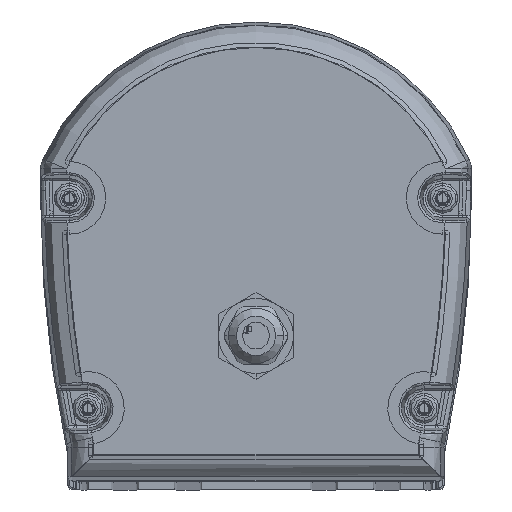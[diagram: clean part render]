
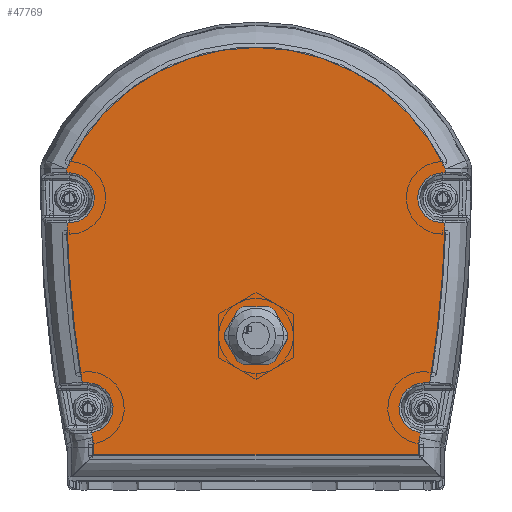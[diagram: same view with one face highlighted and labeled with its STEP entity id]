
A CAD part, top view. The second image highlights one B-rep face of the part: STEP entity #47769.
In plain terms, the highlighted planar face has unit normal (0, 0, 1).
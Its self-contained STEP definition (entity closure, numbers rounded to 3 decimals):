
#43643=CARTESIAN_POINT('',(0.,-31.2,45.));
#43644=DIRECTION('',(0.,0.,1.));
#43645=DIRECTION('',(1.,0.,0.));
#43646=AXIS2_PLACEMENT_3D('',#43643,#43644,#43645);
#43648=CARTESIAN_POINT('',(0.,-31.2,45.));
#43649=DIRECTION('',(0.,0.,1.));
#43650=DIRECTION('',(-1.,0.,0.));
#43651=AXIS2_PLACEMENT_3D('',#43648,#43649,#43650);
#43653=CARTESIAN_POINT('',(38.,-47.5,45.));
#43654=DIRECTION('',(0.,0.,-1.));
#43655=DIRECTION('',(-0.143,-0.99,0.));
#43656=AXIS2_PLACEMENT_3D('',#43653,#43654,#43655);
#43658=CARTESIAN_POINT('',(-226.3,1.767,45.));
#43659=DIRECTION('',(0.,0.,1.));
#43660=DIRECTION('',(0.978,-0.208,0.));
#43661=AXIS2_PLACEMENT_3D('',#43658,#43659,#43660);
#43663=CARTESIAN_POINT('',(47.575,-56.478,45.));
#43664=DIRECTION('',(0.,0.,-1.));
#43665=DIRECTION('',(-1.,0.,0.));
#43666=AXIS2_PLACEMENT_3D('',#43663,#43664,#43665);
#43668=DIRECTION('',(0.,1.,0.));
#43669=VECTOR('',#43668,1.616);
#43670=CARTESIAN_POINT('',(36.719,-58.094,45.));
#43671=LINE('',#43670,#43669);
#43672=DIRECTION('',(1.,0.,0.));
#43673=VECTOR('',#43672,73.438);
#43674=CARTESIAN_POINT('',(-36.719,-58.094,45.));
#43675=LINE('',#43674,#43673);
#43676=DIRECTION('',(0.,-1.,0.));
#43677=VECTOR('',#43676,1.616);
#43678=CARTESIAN_POINT('',(-36.719,-56.478,45.));
#43679=LINE('',#43678,#43677);
#43680=CARTESIAN_POINT('',(-47.575,-56.478,45.));
#43681=DIRECTION('',(0.,0.,-1.));
#43682=DIRECTION('',(0.978,0.208,0.));
#43683=AXIS2_PLACEMENT_3D('',#43680,#43681,#43682);
#43685=CARTESIAN_POINT('',(226.3,1.767,45.));
#43686=DIRECTION('',(0.,0.,1.));
#43687=DIRECTION('',(-0.979,-0.204,0.));
#43688=AXIS2_PLACEMENT_3D('',#43685,#43686,#43687);
#43690=CARTESIAN_POINT('',(-38.,-47.5,45.));
#43691=DIRECTION('',(0.,0.,-1.));
#43692=DIRECTION('',(0.,1.,0.));
#43693=AXIS2_PLACEMENT_3D('',#43690,#43691,#43692);
#43695=DIRECTION('',(1.,0.,0.));
#43696=VECTOR('',#43695,1.292);
#43697=CARTESIAN_POINT('',(-39.292,-41.816,45.));
#43698=LINE('',#43697,#43696);
#43699=CARTESIAN_POINT('',(226.3,1.767,45.));
#43700=DIRECTION('',(0.,0.,1.));
#43701=DIRECTION('',(-1.,-0.028,0.));
#43702=AXIS2_PLACEMENT_3D('',#43699,#43700,#43701);
#43704=DIRECTION('',(-1.,0.,0.));
#43705=VECTOR('',#43704,0.541);
#43706=CARTESIAN_POINT('',(-42.2,-5.684,45.));
#43707=LINE('',#43706,#43705);
#43708=CARTESIAN_POINT('',(-42.2,0.,45.));
#43709=DIRECTION('',(0.,0.,-1.));
#43710=DIRECTION('',(0.,1.,0.));
#43711=AXIS2_PLACEMENT_3D('',#43708,#43709,#43710);
#43713=DIRECTION('',(1.,0.,0.));
#43714=VECTOR('',#43713,0.644);
#43715=CARTESIAN_POINT('',(-42.844,5.684,45.));
#43716=LINE('',#43715,#43714);
#43717=DIRECTION('',(0.,-1.,0.));
#43718=VECTOR('',#43717,0.841);
#43719=CARTESIAN_POINT('',(-42.844,6.525,45.));
#43720=LINE('',#43719,#43718);
#43721=CARTESIAN_POINT('',(0.,-13.145,45.));
#43722=DIRECTION('',(0.,0.,1.));
#43723=DIRECTION('',(0.909,0.417,0.));
#43724=AXIS2_PLACEMENT_3D('',#43721,#43722,#43723);
#43726=DIRECTION('',(0.,1.,0.));
#43727=VECTOR('',#43726,0.842);
#43728=CARTESIAN_POINT('',(42.844,5.684,45.));
#43729=LINE('',#43728,#43727);
#43730=DIRECTION('',(1.,0.,0.));
#43731=VECTOR('',#43730,0.644);
#43732=CARTESIAN_POINT('',(42.2,5.684,45.));
#43733=LINE('',#43732,#43731);
#43734=CARTESIAN_POINT('',(42.2,0.,45.));
#43735=DIRECTION('',(0.,0.,-1.));
#43736=DIRECTION('',(0.,-1.,0.));
#43737=AXIS2_PLACEMENT_3D('',#43734,#43735,#43736);
#43739=DIRECTION('',(-1.,0.,0.));
#43740=VECTOR('',#43739,0.541);
#43741=CARTESIAN_POINT('',(42.741,-5.684,45.));
#43742=LINE('',#43741,#43740);
#43743=CARTESIAN_POINT('',(-226.3,1.767,45.));
#43744=DIRECTION('',(0.,0.,1.));
#43745=DIRECTION('',(0.987,-0.162,0.));
#43746=AXIS2_PLACEMENT_3D('',#43743,#43744,#43745);
#43748=DIRECTION('',(1.,0.,0.));
#43749=VECTOR('',#43748,1.292);
#43750=CARTESIAN_POINT('',(38.,-41.816,45.));
#43751=LINE('',#43750,#43749);
#44534=CARTESIAN_POINT('',(42.741,-5.684,45.));
#45057=CARTESIAN_POINT('',(37.187,-53.125,45.));
#45558=CARTESIAN_POINT('',(-39.292,-41.816,45.));
#45849=CARTESIAN_POINT('',(-42.844,5.684,45.));
#45990=CARTESIAN_POINT('',(5.5,-31.2,45.));
#45992=VERTEX_POINT('',#45990);
#45994=CARTESIAN_POINT('',(-5.5,-31.2,45.));
#45996=VERTEX_POINT('',#45994);
#46022=CARTESIAN_POINT('',(42.844,6.526,45.));
#46023=CARTESIAN_POINT('',(-42.846,6.522,45.));
#46024=VERTEX_POINT('',#46022);
#46025=VERTEX_POINT('',#46023);
#46034=CARTESIAN_POINT('',(36.719,-56.478,45.));
#46035=CARTESIAN_POINT('',(36.956,-54.22,45.));
#46036=VERTEX_POINT('',#46034);
#46037=VERTEX_POINT('',#46035);
#46042=CARTESIAN_POINT('',(36.719,-58.094,45.));
#46043=VERTEX_POINT('',#46042);
#46050=CARTESIAN_POINT('',(-36.719,-58.094,45.));
#46051=VERTEX_POINT('',#46050);
#46052=CARTESIAN_POINT('',(-36.956,-54.22,45.));
#46053=CARTESIAN_POINT('',(-36.719,-56.478,45.));
#46054=VERTEX_POINT('',#46052);
#46055=VERTEX_POINT('',#46053);
#46245=VERTEX_POINT('',#45057);
#46247=CARTESIAN_POINT('',(38.,-41.816,45.));
#46248=VERTEX_POINT('',#46247);
#46251=CARTESIAN_POINT('',(39.292,-41.816,45.));
#46252=VERTEX_POINT('',#46251);
#46279=VERTEX_POINT('',#45558);
#46281=CARTESIAN_POINT('',(-38.,-41.816,45.));
#46282=VERTEX_POINT('',#46281);
#46285=CARTESIAN_POINT('',(-37.187,-53.125,45.));
#46286=VERTEX_POINT('',#46285);
#46319=VERTEX_POINT('',#44534);
#46321=CARTESIAN_POINT('',(42.2,-5.684,45.));
#46322=VERTEX_POINT('',#46321);
#46325=CARTESIAN_POINT('',(42.2,5.684,45.));
#46326=VERTEX_POINT('',#46325);
#46329=CARTESIAN_POINT('',(42.844,5.684,45.));
#46330=VERTEX_POINT('',#46329);
#46367=VERTEX_POINT('',#45849);
#46369=CARTESIAN_POINT('',(-42.2,5.684,45.));
#46370=VERTEX_POINT('',#46369);
#46373=CARTESIAN_POINT('',(-42.2,-5.684,45.));
#46374=VERTEX_POINT('',#46373);
#46377=CARTESIAN_POINT('',(-42.741,-5.684,45.));
#46378=VERTEX_POINT('',#46377);
#47714=CARTESIAN_POINT('',(0.,0.,45.));
#47715=DIRECTION('',(0.,0.,1.));
#47716=DIRECTION('',(1.,0.,0.));
#47717=AXIS2_PLACEMENT_3D('',#47714,#47715,#47716);
#47718=PLANE('',#47717);
#47720=ORIENTED_EDGE('',*,*,#47719,.F.);
#47722=ORIENTED_EDGE('',*,*,#47721,.F.);
#47724=ORIENTED_EDGE('',*,*,#47723,.F.);
#47725=ORIENTED_EDGE('',*,*,#47705,.F.);
#47726=ORIENTED_EDGE('',*,*,#47332,.F.);
#47728=ORIENTED_EDGE('',*,*,#47727,.F.);
#47730=ORIENTED_EDGE('',*,*,#47729,.F.);
#47732=ORIENTED_EDGE('',*,*,#47731,.F.);
#47734=ORIENTED_EDGE('',*,*,#47733,.F.);
#47736=ORIENTED_EDGE('',*,*,#47735,.F.);
#47738=ORIENTED_EDGE('',*,*,#47737,.F.);
#47740=ORIENTED_EDGE('',*,*,#47739,.F.);
#47742=ORIENTED_EDGE('',*,*,#47741,.F.);
#47744=ORIENTED_EDGE('',*,*,#47743,.F.);
#47746=ORIENTED_EDGE('',*,*,#47745,.F.);
#47748=ORIENTED_EDGE('',*,*,#47747,.F.);
#47750=ORIENTED_EDGE('',*,*,#47749,.F.);
#47752=ORIENTED_EDGE('',*,*,#47751,.F.);
#47754=ORIENTED_EDGE('',*,*,#47753,.F.);
#47756=ORIENTED_EDGE('',*,*,#47755,.F.);
#47758=ORIENTED_EDGE('',*,*,#47757,.F.);
#47760=ORIENTED_EDGE('',*,*,#47759,.F.);
#47761=EDGE_LOOP('',(#47720,#47722,#47724,#47725,#47726,#47728,#47730,#47732,
#47734,#47736,#47738,#47740,#47742,#47744,#47746,#47748,#47750,#47752,#47754,
#47756,#47758,#47760));
#47762=FACE_OUTER_BOUND('',#47761,.F.);
#47764=ORIENTED_EDGE('',*,*,#47763,.T.);
#47766=ORIENTED_EDGE('',*,*,#47765,.T.);
#47767=EDGE_LOOP('',(#47764,#47766));
#47768=FACE_BOUND('',#47767,.F.);
#47769=ADVANCED_FACE('',(#47762,#47768),#47718,.T.);
#43647=CIRCLE('',#43646,5.5);
#43652=CIRCLE('',#43651,5.5);
#43657=CIRCLE('',#43656,5.684);
#43662=CIRCLE('',#43661,269.144);
#43667=CIRCLE('',#43666,10.856);
#43684=CIRCLE('',#43683,10.856);
#43689=CIRCLE('',#43688,269.144);
#43694=CIRCLE('',#43693,5.684);
#43703=CIRCLE('',#43702,269.144);
#43712=CIRCLE('',#43711,5.684);
#43725=CIRCLE('',#43724,47.144);
#43738=CIRCLE('',#43737,5.684);
#43747=CIRCLE('',#43746,269.144);
#47332=EDGE_CURVE('',#46051,#46043,#43675,.T.);
#47705=EDGE_CURVE('',#46043,#46036,#43671,.T.);
#47719=EDGE_CURVE('',#46245,#46248,#43657,.T.);
#47721=EDGE_CURVE('',#46037,#46245,#43662,.T.);
#47723=EDGE_CURVE('',#46036,#46037,#43667,.T.);
#47727=EDGE_CURVE('',#46055,#46051,#43679,.T.);
#47729=EDGE_CURVE('',#46054,#46055,#43684,.T.);
#47731=EDGE_CURVE('',#46286,#46054,#43689,.T.);
#47733=EDGE_CURVE('',#46282,#46286,#43694,.T.);
#47735=EDGE_CURVE('',#46279,#46282,#43698,.T.);
#47737=EDGE_CURVE('',#46378,#46279,#43703,.T.);
#47739=EDGE_CURVE('',#46374,#46378,#43707,.T.);
#47741=EDGE_CURVE('',#46370,#46374,#43712,.T.);
#47743=EDGE_CURVE('',#46367,#46370,#43716,.T.);
#47745=EDGE_CURVE('',#46025,#46367,#43720,.T.);
#47747=EDGE_CURVE('',#46024,#46025,#43725,.T.);
#47749=EDGE_CURVE('',#46330,#46024,#43729,.T.);
#47751=EDGE_CURVE('',#46326,#46330,#43733,.T.);
#47753=EDGE_CURVE('',#46322,#46326,#43738,.T.);
#47755=EDGE_CURVE('',#46319,#46322,#43742,.T.);
#47757=EDGE_CURVE('',#46252,#46319,#43747,.T.);
#47759=EDGE_CURVE('',#46248,#46252,#43751,.T.);
#47763=EDGE_CURVE('',#45992,#45996,#43647,.T.);
#47765=EDGE_CURVE('',#45996,#45992,#43652,.T.);
